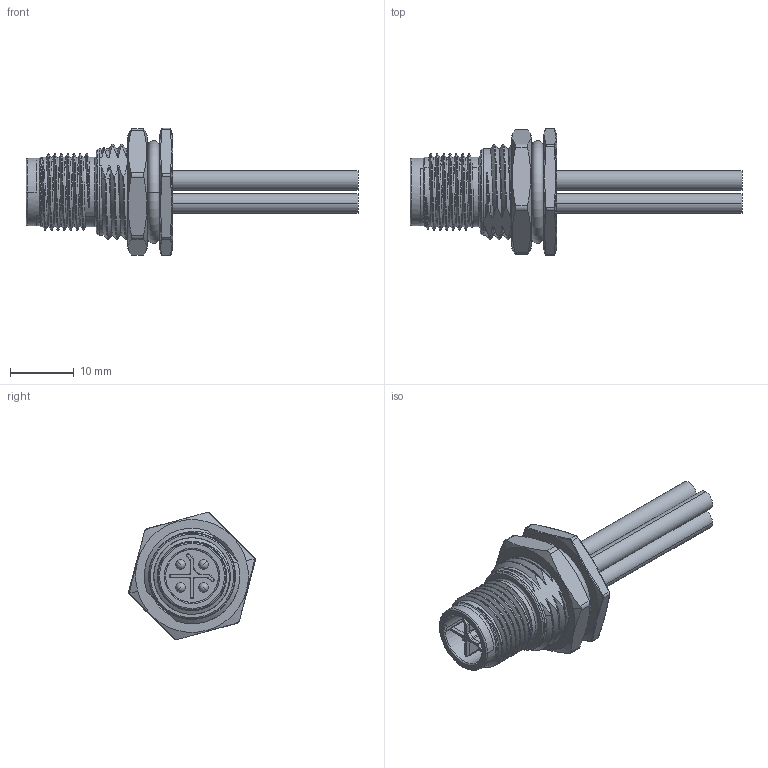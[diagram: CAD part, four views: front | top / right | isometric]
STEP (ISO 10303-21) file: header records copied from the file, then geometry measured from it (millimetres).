
FILE_DESCRIPTION((''),'2;1');
FILE_NAME('M12S-04PMMS-SF8BXX','2015-08-19T',('ks6143'),(''),'PRO/ENGINEER BY PARAMETRIC TECHNOLOGY CORPORATION, 2013050','PRO/ENGINEER BY PARAMETRIC TECHNOLOGY CORPORATION, 2013050','');
FILE_SCHEMA(('CONFIG_CONTROL_DESIGN'));
Products named in the file (1): M12S-04PMMS-SF8BXX
Bounding box: 52.11 x 19.94 x 19.98 mm (x, y, z)
Volume: 3817.8 mm3; surface area: 5462.8 mm2
Topology: 1 solids, 1 shells, 602 faces, 1624 edges, 1056 vertices
Faces by surface type: plane 261, cylinder 107, bspline 95, extrusion 80, cone 39, torus 12, sphere 8
Entity records: 45724 total; most frequent: CARTESIAN_POINT 27863, ORIENTED_EDGE 3232, DIRECTION 2254, EDGE_CURVE 1616, VERTEX_POINT 1056, VECTOR 892, LINE 812, AXIS2_PLACEMENT_3D 681
